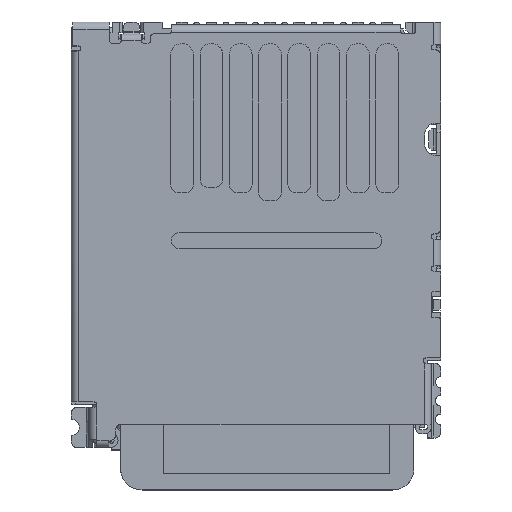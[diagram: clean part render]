
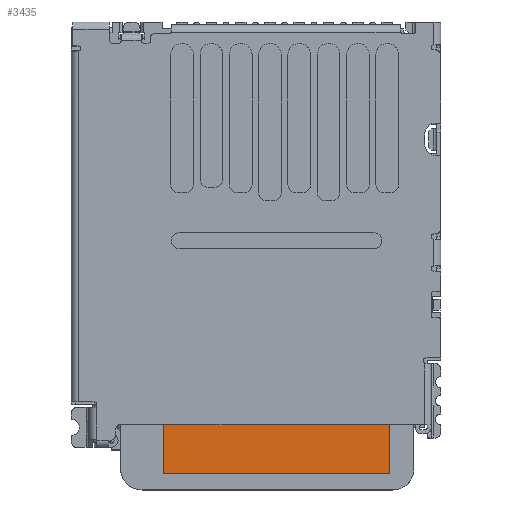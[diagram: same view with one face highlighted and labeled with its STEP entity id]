
A CAD part, top view. The second image highlights one B-rep face of the part: STEP entity #3435.
In plain terms, the highlighted free-form (B-spline) face has degree [1, 1] with [2, 2] control points.
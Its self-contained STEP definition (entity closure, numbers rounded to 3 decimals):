
#1770 = VERTEX_POINT('',#1771);
#1771 = CARTESIAN_POINT('',(4.615,-10.855,1.47));
#1776 = EDGE_CURVE('',#1770,#1777,#1779,.T.);
#1777 = VERTEX_POINT('',#1778);
#1778 = CARTESIAN_POINT('',(4.615,-17.055,1.47));
#1779 = B_SPLINE_CURVE_WITH_KNOTS('',1,(#1780,#1781),.UNSPECIFIED.,.F.,
  .F.,(2,2),(0.,41.333),.PIECEWISE_BEZIER_KNOTS.);
#1780 = CARTESIAN_POINT('',(4.615,-10.855,1.47));
#1781 = CARTESIAN_POINT('',(4.615,-17.055,1.47));
#1798 = EDGE_CURVE('',#1777,#1799,#1801,.T.);
#1799 = VERTEX_POINT('',#1800);
#1800 = CARTESIAN_POINT('',(-3.885,-17.055,1.47));
#1801 = B_SPLINE_CURVE_WITH_KNOTS('',1,(#1802,#1803),.UNSPECIFIED.,.F.,
  .F.,(2,2),(0.,56.667),.PIECEWISE_BEZIER_KNOTS.);
#1802 = CARTESIAN_POINT('',(4.615,-17.055,1.47));
#1803 = CARTESIAN_POINT('',(-3.885,-17.055,1.47));
#1820 = EDGE_CURVE('',#1799,#1821,#1823,.T.);
#1821 = VERTEX_POINT('',#1822);
#1822 = CARTESIAN_POINT('',(-3.885,-10.855,1.47));
#1823 = B_SPLINE_CURVE_WITH_KNOTS('',1,(#1824,#1825),.UNSPECIFIED.,.F.,
  .F.,(2,2),(0.,41.333),.PIECEWISE_BEZIER_KNOTS.);
#1824 = CARTESIAN_POINT('',(-3.885,-17.055,1.47));
#1825 = CARTESIAN_POINT('',(-3.885,-10.855,1.47));
#1842 = EDGE_CURVE('',#1821,#1770,#1843,.T.);
#1843 = B_SPLINE_CURVE_WITH_KNOTS('',1,(#1844,#1845),.UNSPECIFIED.,.F.,
  .F.,(2,2),(0.,56.667),.PIECEWISE_BEZIER_KNOTS.);
#1844 = CARTESIAN_POINT('',(-3.885,-10.855,1.47));
#1845 = CARTESIAN_POINT('',(4.615,-10.855,1.47));
#3435 = ADVANCED_FACE('',(#3436),#3442,.T.);
#3436 = FACE_BOUND('',#3437,.T.);
#3437 = EDGE_LOOP('',(#3438,#3439,#3440,#3441));
#3438 = ORIENTED_EDGE('',*,*,#1776,.F.);
#3439 = ORIENTED_EDGE('',*,*,#1842,.F.);
#3440 = ORIENTED_EDGE('',*,*,#1820,.F.);
#3441 = ORIENTED_EDGE('',*,*,#1798,.F.);
#3442 = B_SPLINE_SURFACE_WITH_KNOTS('',1,1,(
    (#3443,#3444)
    ,(#3445,#3446
    )),.UNSPECIFIED.,.F.,.F.,.F.,(2,2),(2,2),(0.,1.),(0.,1.),
  .PIECEWISE_BEZIER_KNOTS.);
#3443 = CARTESIAN_POINT('',(5.04,-10.545,1.47));
#3444 = CARTESIAN_POINT('',(5.04,-17.365,1.47));
#3445 = CARTESIAN_POINT('',(-4.31,-10.545,1.47));
#3446 = CARTESIAN_POINT('',(-4.31,-17.365,1.47));
